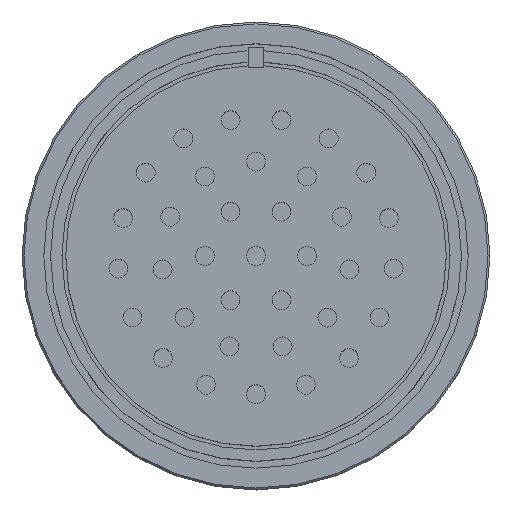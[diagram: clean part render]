
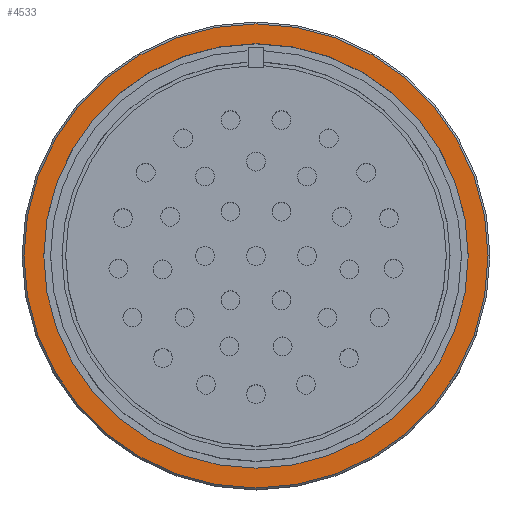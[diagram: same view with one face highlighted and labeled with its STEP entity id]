
A CAD part, top view. The second image highlights one B-rep face of the part: STEP entity #4533.
In plain terms, the highlighted planar face has unit normal (0, 0, 1).
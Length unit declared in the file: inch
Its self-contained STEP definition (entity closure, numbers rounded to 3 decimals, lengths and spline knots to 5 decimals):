
#526 = CARTESIAN_POINT ( 'NONE',  ( 0., 0., 3.51778 ) ) ;
#527 = DIRECTION ( 'NONE',  ( 0., 0., -1. ) ) ;
#528 = DIRECTION ( 'NONE',  ( -1., 0., 0. ) ) ;
#587 = CARTESIAN_POINT ( 'NONE',  ( 0., 0., 3.51778 ) ) ;
#588 = DIRECTION ( 'NONE',  ( 0., 0., -1. ) ) ;
#589 = DIRECTION ( 'NONE',  ( -1., 0., 0. ) ) ;
#1180 = CARTESIAN_POINT ( 'NONE',  ( 0., 0., 3.51778 ) ) ;
#1181 = DIRECTION ( 'NONE',  ( 0., 0., -1. ) ) ;
#1182 = DIRECTION ( 'NONE',  ( -1., 0., 0. ) ) ;
#1185 = CARTESIAN_POINT ( 'NONE',  ( 0., 0., 3.51778 ) ) ;
#1186 = DIRECTION ( 'NONE',  ( 0., 0., -1. ) ) ;
#1187 = DIRECTION ( 'NONE',  ( -1., 0., 0. ) ) ;
#1700 = CARTESIAN_POINT ( 'NONE',  ( -1.23, 0., 3.51778 ) ) ;
#1702 = CARTESIAN_POINT ( 'NONE',  ( 1.23, 0., 3.51778 ) ) ;
#1703 = CARTESIAN_POINT ( 'NONE',  ( -1.125, 0., 3.51778 ) ) ;
#2232 = CARTESIAN_POINT ( 'NONE',  ( 1.125, 0., 3.51778 ) ) ;
#2648 = VERTEX_POINT ( 'NONE', #1700 ) ;
#2650 = VERTEX_POINT ( 'NONE', #1702 ) ;
#2651 = VERTEX_POINT ( 'NONE', #1703 ) ;
#2933 = EDGE_CURVE ( 'NONE', #8964, #2651, #9933, .T. ) ;
#2959 = EDGE_CURVE ( 'NONE', #2648, #2650, #9974, .T. ) ;
#3320 = AXIS2_PLACEMENT_3D ( 'NONE', #1185, #1186, #1187 ) ;
#3321 = AXIS2_PLACEMENT_3D ( 'NONE', #1180, #1181, #1182 ) ;
#3563 = CARTESIAN_POINT ( 'NONE',  ( 0., 1.125, 3.51778 ) ) ;
#3568 = PLANE ( 'NONE',  #6544 ) ;
#3572 = DIRECTION ( 'NONE',  ( 0., 0., 1. ) ) ;
#3573 = DIRECTION ( 'NONE',  ( 1., 0., 0. ) ) ;
#4301 = ORIENTED_EDGE ( 'NONE', *, *, #9444, .F. ) ;
#4302 = ORIENTED_EDGE ( 'NONE', *, *, #2959, .F. ) ;
#4303 = ORIENTED_EDGE ( 'NONE', *, *, #2933, .T. ) ;
#4304 = ORIENTED_EDGE ( 'NONE', *, *, #9445, .T. ) ;
#4533 = ADVANCED_FACE ( 'NONE', ( #12031, #12039 ), #3568, .T. ) ;
#5319 = EDGE_LOOP ( 'NONE', ( #4302, #4301 ) ) ;
#5864 = CIRCLE ( 'NONE', #3321, 1.23 ) ;
#5865 = CIRCLE ( 'NONE', #3320, 1.125 ) ;
#6544 = AXIS2_PLACEMENT_3D ( 'NONE', #3563, #3572, #3573 ) ;
#6641 = AXIS2_PLACEMENT_3D ( 'NONE', #587, #588, #589 ) ;
#6650 = AXIS2_PLACEMENT_3D ( 'NONE', #526, #527, #528 ) ;
#8964 = VERTEX_POINT ( 'NONE', #2232 ) ;
#9444 = EDGE_CURVE ( 'NONE', #2650, #2648, #5864, .T. ) ;
#9445 = EDGE_CURVE ( 'NONE', #2651, #8964, #5865, .T. ) ;
#9933 = CIRCLE ( 'NONE', #6650, 1.125 ) ;
#9974 = CIRCLE ( 'NONE', #6641, 1.23 ) ;
#11938 = EDGE_LOOP ( 'NONE', ( #4304, #4303 ) ) ;
#12031 = FACE_BOUND ( 'NONE', #11938, .T. ) ;
#12039 = FACE_OUTER_BOUND ( 'NONE', #5319, .T. ) ;
